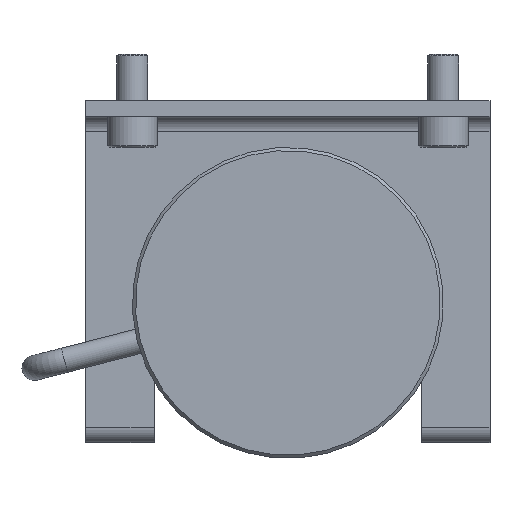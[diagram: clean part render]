
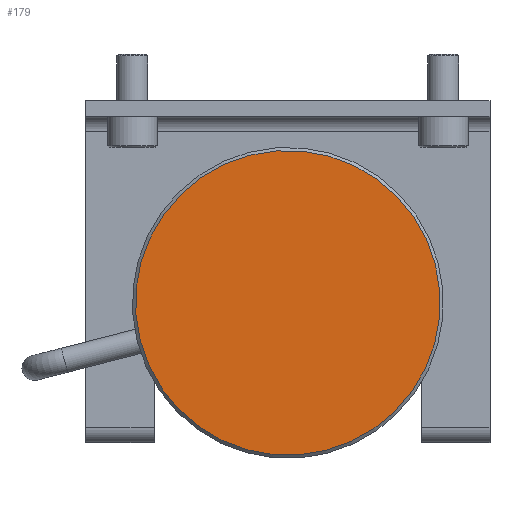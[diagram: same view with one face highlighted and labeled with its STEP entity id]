
A CAD part, front view. The second image highlights one B-rep face of the part: STEP entity #179.
In plain terms, the highlighted planar face has unit normal (0, -1, 0).
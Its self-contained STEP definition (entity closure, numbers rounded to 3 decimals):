
#153 = CIRCLE ( 'NONE', #2317, 49. ) ;
#179 = ADVANCED_FACE ( 'NONE', ( #1213 ), #1501, .T. ) ;
#327 = DIRECTION ( 'NONE',  ( 0., 0., -1. ) ) ;
#484 = DIRECTION ( 'NONE',  ( 0., -1., 0. ) ) ;
#633 = ORIENTED_EDGE ( 'NONE', *, *, #1211, .T. ) ;
#1183 = AXIS2_PLACEMENT_3D ( 'NONE', #2080, #1702, #1678 ) ;
#1211 = EDGE_CURVE ( 'NONE', #1781, #1781, #153, .T. ) ;
#1213 = FACE_OUTER_BOUND ( 'NONE', #1523, .T. ) ;
#1304 = CARTESIAN_POINT ( 'NONE',  ( 0., -350., -49. ) ) ;
#1501 = PLANE ( 'NONE',  #1183 ) ;
#1523 = EDGE_LOOP ( 'NONE', ( #633 ) ) ;
#1678 = DIRECTION ( 'NONE',  ( 0., 0., -1. ) ) ;
#1702 = DIRECTION ( 'NONE',  ( 0., -1., 0. ) ) ;
#1781 = VERTEX_POINT ( 'NONE', #1304 ) ;
#2080 = CARTESIAN_POINT ( 'NONE',  ( 0., -350., 0. ) ) ;
#2317 = AXIS2_PLACEMENT_3D ( 'NONE', #2423, #484, #327 ) ;
#2423 = CARTESIAN_POINT ( 'NONE',  ( 0., -350., 0. ) ) ;
